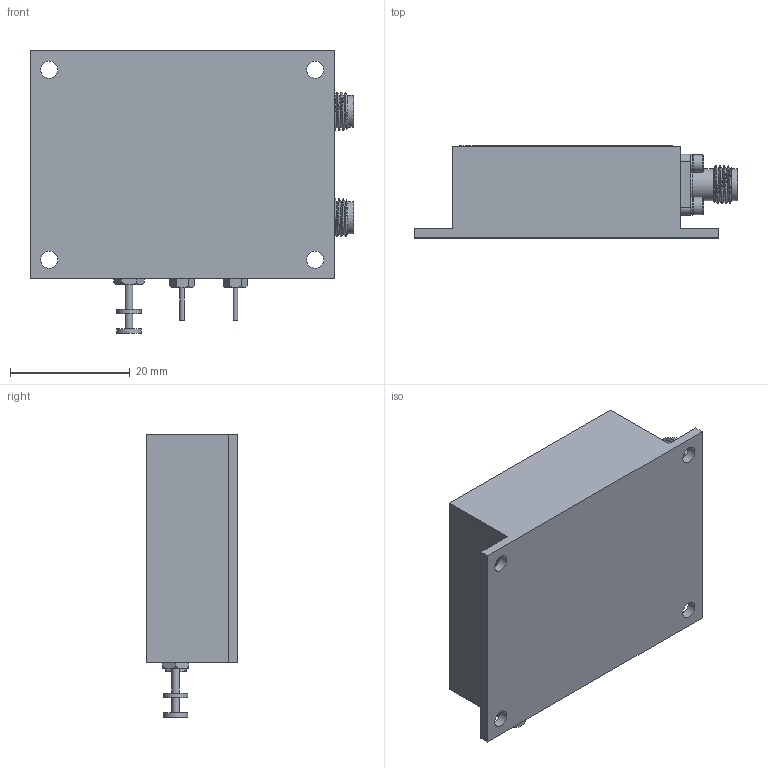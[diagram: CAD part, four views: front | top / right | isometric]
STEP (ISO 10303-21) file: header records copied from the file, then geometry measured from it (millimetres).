
FILE_DESCRIPTION (( 'STEP AP203' ), '1' );
FILE_NAME ('FMXC7008_3D.step', '2022-12-19T16:07:42', ( '' ), ( '' ), 'SwSTEP 2.0', 'SolidWorks 2021', '' );
FILE_SCHEMA (( 'CONFIG_CONTROL_DESIGN' ));
Products named in the file (1): FMXC7008_3D
Bounding box: 54.1 x 15.37 x 47.24 mm (x, y, z)
Volume: 23704.5 mm3; surface area: 7823.4 mm2
Topology: 1 solids, 14 shells, 1203 faces, 3052 edges, 1986 vertices
Faces by surface type: plane 670, bspline 277, cone 128, cylinder 126, torus 2
Full cylindrical faces by diameter (mm): 0.762 x2, 1.016 x1, 1.27 x4, 2.057 x4, 2.578 x8, 2.87 x4, 2.926 x8, 3.085 x8, 4.064 x2, 4.521 x2, 5.08 x2, 5.334 x4
Entity records: 61161 total; most frequent: CARTESIAN_POINT 35237, ORIENTED_EDGE 5810, DIRECTION 4205, EDGE_CURVE 2905, VERTEX_POINT 1932, LINE 1675, VECTOR 1675, EDGE_LOOP 1439
